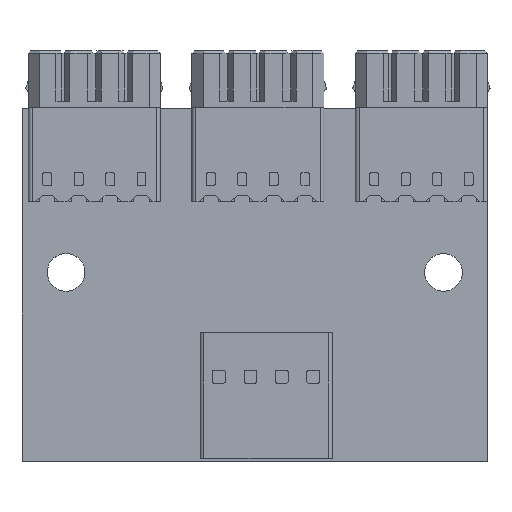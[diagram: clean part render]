
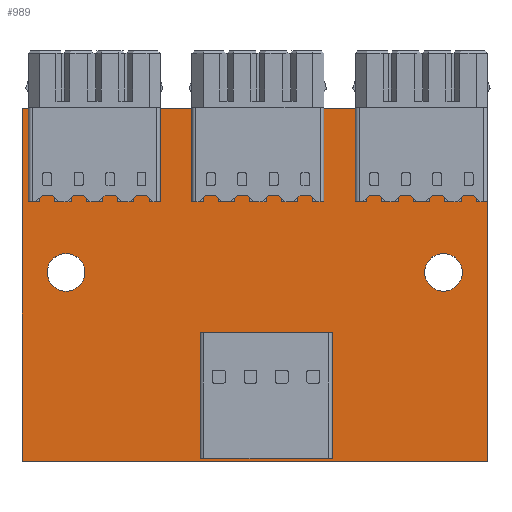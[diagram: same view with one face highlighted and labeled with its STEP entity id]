
A CAD part, top view. The second image highlights one B-rep face of the part: STEP entity #989.
In plain terms, the highlighted planar face has unit normal (0, 0, 1).
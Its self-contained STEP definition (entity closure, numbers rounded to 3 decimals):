
#68 = VERTEX_POINT('',#69);
#69 = CARTESIAN_POINT('',(0.,0.,0.411));
#75 = EDGE_CURVE('',#68,#76,#78,.T.);
#76 = VERTEX_POINT('',#77);
#77 = CARTESIAN_POINT('',(0.,28.,0.411));
#78 = LINE('',#79,#80);
#79 = CARTESIAN_POINT('',(0.,0.,0.411));
#80 = VECTOR('',#81,1.);
#81 = DIRECTION('',(0.,1.,0.));
#106 = EDGE_CURVE('',#76,#107,#109,.T.);
#107 = VERTEX_POINT('',#108);
#108 = CARTESIAN_POINT('',(37.,28.,0.411));
#109 = LINE('',#110,#111);
#110 = CARTESIAN_POINT('',(0.,28.,0.411));
#111 = VECTOR('',#112,1.);
#112 = DIRECTION('',(1.,0.,0.));
#137 = EDGE_CURVE('',#107,#138,#140,.T.);
#138 = VERTEX_POINT('',#139);
#139 = CARTESIAN_POINT('',(37.,0.,0.411));
#140 = LINE('',#141,#142);
#141 = CARTESIAN_POINT('',(37.,28.,0.411));
#142 = VECTOR('',#143,1.);
#143 = DIRECTION('',(0.,-1.,0.));
#168 = EDGE_CURVE('',#138,#68,#169,.T.);
#169 = LINE('',#170,#171);
#170 = CARTESIAN_POINT('',(37.,0.,0.411));
#171 = VECTOR('',#172,1.);
#172 = DIRECTION('',(-1.,0.,0.));
#192 = VERTEX_POINT('',#193);
#193 = CARTESIAN_POINT('',(17.1,3.,0.411));
#199 = EDGE_CURVE('',#192,#192,#200,.T.);
#200 = CIRCLE('',#201,0.6);
#201 = AXIS2_PLACEMENT_3D('',#202,#203,#204);
#202 = CARTESIAN_POINT('',(16.5,3.,0.411));
#203 = DIRECTION('',(0.,0.,1.));
#204 = DIRECTION('',(1.,0.,-0.));
#225 = VERTEX_POINT('',#226);
#226 = CARTESIAN_POINT('',(5.,15.,0.411));
#232 = EDGE_CURVE('',#225,#225,#233,.T.);
#233 = CIRCLE('',#234,1.5);
#234 = AXIS2_PLACEMENT_3D('',#235,#236,#237);
#235 = CARTESIAN_POINT('',(3.5,15.,0.411));
#236 = DIRECTION('',(0.,0.,1.));
#237 = DIRECTION('',(1.,0.,-0.));
#258 = VERTEX_POINT('',#259);
#259 = CARTESIAN_POINT('',(19.6,3.,0.411));
#265 = EDGE_CURVE('',#258,#258,#266,.T.);
#266 = CIRCLE('',#267,0.6);
#267 = AXIS2_PLACEMENT_3D('',#268,#269,#270);
#268 = CARTESIAN_POINT('',(19.,3.,0.411));
#269 = DIRECTION('',(0.,0.,1.));
#270 = DIRECTION('',(1.,0.,-0.));
#291 = VERTEX_POINT('',#292);
#292 = CARTESIAN_POINT('',(17.1,8.,0.411));
#298 = EDGE_CURVE('',#291,#291,#299,.T.);
#299 = CIRCLE('',#300,0.6);
#300 = AXIS2_PLACEMENT_3D('',#301,#302,#303);
#301 = CARTESIAN_POINT('',(16.5,8.,0.411));
#302 = DIRECTION('',(0.,0.,1.));
#303 = DIRECTION('',(1.,0.,-0.));
#324 = VERTEX_POINT('',#325);
#325 = CARTESIAN_POINT('',(19.6,8.,0.411));
#331 = EDGE_CURVE('',#324,#324,#332,.T.);
#332 = CIRCLE('',#333,0.6);
#333 = AXIS2_PLACEMENT_3D('',#334,#335,#336);
#334 = CARTESIAN_POINT('',(19.,8.,0.411));
#335 = DIRECTION('',(0.,0.,1.));
#336 = DIRECTION('',(1.,0.,-0.));
#357 = VERTEX_POINT('',#358);
#358 = CARTESIAN_POINT('',(7.5,22.5,0.411));
#364 = EDGE_CURVE('',#357,#357,#365,.T.);
#365 = CIRCLE('',#366,0.5);
#366 = AXIS2_PLACEMENT_3D('',#367,#368,#369);
#367 = CARTESIAN_POINT('',(7.,22.5,0.411));
#368 = DIRECTION('',(0.,0.,1.));
#369 = DIRECTION('',(1.,0.,-0.));
#390 = VERTEX_POINT('',#391);
#391 = CARTESIAN_POINT('',(2.5,22.5,0.411));
#397 = EDGE_CURVE('',#390,#390,#398,.T.);
#398 = CIRCLE('',#399,0.5);
#399 = AXIS2_PLACEMENT_3D('',#400,#401,#402);
#400 = CARTESIAN_POINT('',(2.,22.5,0.411));
#401 = DIRECTION('',(0.,0.,1.));
#402 = DIRECTION('',(1.,0.,-0.));
#423 = VERTEX_POINT('',#424);
#424 = CARTESIAN_POINT('',(5.,22.5,0.411));
#430 = EDGE_CURVE('',#423,#423,#431,.T.);
#431 = CIRCLE('',#432,0.5);
#432 = AXIS2_PLACEMENT_3D('',#433,#434,#435);
#433 = CARTESIAN_POINT('',(4.5,22.5,0.411));
#434 = DIRECTION('',(0.,0.,1.));
#435 = DIRECTION('',(1.,0.,-0.));
#456 = VERTEX_POINT('',#457);
#457 = CARTESIAN_POINT('',(18.,22.5,0.411));
#463 = EDGE_CURVE('',#456,#456,#464,.T.);
#464 = CIRCLE('',#465,0.5);
#465 = AXIS2_PLACEMENT_3D('',#466,#467,#468);
#466 = CARTESIAN_POINT('',(17.5,22.5,0.411));
#467 = DIRECTION('',(0.,0.,1.));
#468 = DIRECTION('',(1.,0.,-0.));
#489 = VERTEX_POINT('',#490);
#490 = CARTESIAN_POINT('',(10.,22.5,0.411));
#496 = EDGE_CURVE('',#489,#489,#497,.T.);
#497 = CIRCLE('',#498,0.5);
#498 = AXIS2_PLACEMENT_3D('',#499,#500,#501);
#499 = CARTESIAN_POINT('',(9.5,22.5,0.411));
#500 = DIRECTION('',(0.,0.,1.));
#501 = DIRECTION('',(1.,0.,-0.));
#522 = VERTEX_POINT('',#523);
#523 = CARTESIAN_POINT('',(15.5,22.5,0.411));
#529 = EDGE_CURVE('',#522,#522,#530,.T.);
#530 = CIRCLE('',#531,0.5);
#531 = AXIS2_PLACEMENT_3D('',#532,#533,#534);
#532 = CARTESIAN_POINT('',(15.,22.5,0.411));
#533 = DIRECTION('',(0.,0.,1.));
#534 = DIRECTION('',(1.,0.,-0.));
#555 = VERTEX_POINT('',#556);
#556 = CARTESIAN_POINT('',(22.1,3.,0.411));
#562 = EDGE_CURVE('',#555,#555,#563,.T.);
#563 = CIRCLE('',#564,0.6);
#564 = AXIS2_PLACEMENT_3D('',#565,#566,#567);
#565 = CARTESIAN_POINT('',(21.5,3.,0.411));
#566 = DIRECTION('',(0.,0.,1.));
#567 = DIRECTION('',(1.,0.,-0.));
#588 = VERTEX_POINT('',#589);
#589 = CARTESIAN_POINT('',(22.1,8.,0.411));
#595 = EDGE_CURVE('',#588,#588,#596,.T.);
#596 = CIRCLE('',#597,0.6);
#597 = AXIS2_PLACEMENT_3D('',#598,#599,#600);
#598 = CARTESIAN_POINT('',(21.5,8.,0.411));
#599 = DIRECTION('',(0.,0.,1.));
#600 = DIRECTION('',(1.,0.,-0.));
#621 = VERTEX_POINT('',#622);
#622 = CARTESIAN_POINT('',(24.6,3.,0.411));
#628 = EDGE_CURVE('',#621,#621,#629,.T.);
#629 = CIRCLE('',#630,0.6);
#630 = AXIS2_PLACEMENT_3D('',#631,#632,#633);
#631 = CARTESIAN_POINT('',(24.,3.,0.411));
#632 = DIRECTION('',(0.,0.,1.));
#633 = DIRECTION('',(1.,0.,-0.));
#654 = VERTEX_POINT('',#655);
#655 = CARTESIAN_POINT('',(24.6,8.,0.411));
#661 = EDGE_CURVE('',#654,#654,#662,.T.);
#662 = CIRCLE('',#663,0.6);
#663 = AXIS2_PLACEMENT_3D('',#664,#665,#666);
#664 = CARTESIAN_POINT('',(24.,8.,0.411));
#665 = DIRECTION('',(0.,0.,1.));
#666 = DIRECTION('',(1.,0.,-0.));
#687 = VERTEX_POINT('',#688);
#688 = CARTESIAN_POINT('',(35.,15.,0.411));
#694 = EDGE_CURVE('',#687,#687,#695,.T.);
#695 = CIRCLE('',#696,1.5);
#696 = AXIS2_PLACEMENT_3D('',#697,#698,#699);
#697 = CARTESIAN_POINT('',(33.5,15.,0.411));
#698 = DIRECTION('',(0.,0.,1.));
#699 = DIRECTION('',(1.,0.,-0.));
#720 = VERTEX_POINT('',#721);
#721 = CARTESIAN_POINT('',(28.5,22.5,0.411));
#727 = EDGE_CURVE('',#720,#720,#728,.T.);
#728 = CIRCLE('',#729,0.5);
#729 = AXIS2_PLACEMENT_3D('',#730,#731,#732);
#730 = CARTESIAN_POINT('',(28.,22.5,0.411));
#731 = DIRECTION('',(0.,0.,1.));
#732 = DIRECTION('',(1.,0.,-0.));
#753 = VERTEX_POINT('',#754);
#754 = CARTESIAN_POINT('',(20.5,22.5,0.411));
#760 = EDGE_CURVE('',#753,#753,#761,.T.);
#761 = CIRCLE('',#762,0.5);
#762 = AXIS2_PLACEMENT_3D('',#763,#764,#765);
#763 = CARTESIAN_POINT('',(20.,22.5,0.411));
#764 = DIRECTION('',(0.,0.,1.));
#765 = DIRECTION('',(1.,0.,-0.));
#786 = VERTEX_POINT('',#787);
#787 = CARTESIAN_POINT('',(23.,22.5,0.411));
#793 = EDGE_CURVE('',#786,#786,#794,.T.);
#794 = CIRCLE('',#795,0.5);
#795 = AXIS2_PLACEMENT_3D('',#796,#797,#798);
#796 = CARTESIAN_POINT('',(22.5,22.5,0.411));
#797 = DIRECTION('',(0.,0.,1.));
#798 = DIRECTION('',(1.,0.,-0.));
#819 = VERTEX_POINT('',#820);
#820 = CARTESIAN_POINT('',(36.,22.5,0.411));
#826 = EDGE_CURVE('',#819,#819,#827,.T.);
#827 = CIRCLE('',#828,0.5);
#828 = AXIS2_PLACEMENT_3D('',#829,#830,#831);
#829 = CARTESIAN_POINT('',(35.5,22.5,0.411));
#830 = DIRECTION('',(0.,0.,1.));
#831 = DIRECTION('',(1.,0.,-0.));
#852 = VERTEX_POINT('',#853);
#853 = CARTESIAN_POINT('',(31.,22.5,0.411));
#859 = EDGE_CURVE('',#852,#852,#860,.T.);
#860 = CIRCLE('',#861,0.5);
#861 = AXIS2_PLACEMENT_3D('',#862,#863,#864);
#862 = CARTESIAN_POINT('',(30.5,22.5,0.411));
#863 = DIRECTION('',(0.,0.,1.));
#864 = DIRECTION('',(1.,0.,-0.));
#885 = VERTEX_POINT('',#886);
#886 = CARTESIAN_POINT('',(33.5,22.5,0.411));
#892 = EDGE_CURVE('',#885,#885,#893,.T.);
#893 = CIRCLE('',#894,0.5);
#894 = AXIS2_PLACEMENT_3D('',#895,#896,#897);
#895 = CARTESIAN_POINT('',(33.,22.5,0.411));
#896 = DIRECTION('',(0.,0.,1.));
#897 = DIRECTION('',(1.,0.,-0.));
#989 = ADVANCED_FACE('',(#990,#996,#999,#1002,#1005,#1008,#1011,#1014,
    #1017,#1020,#1023,#1026,#1029,#1032,#1035,#1038,#1041,#1044,#1047,
    #1050,#1053,#1056,#1059),#1062,.F.);
#990 = FACE_BOUND('',#991,.F.);
#991 = EDGE_LOOP('',(#992,#993,#994,#995));
#992 = ORIENTED_EDGE('',*,*,#75,.T.);
#993 = ORIENTED_EDGE('',*,*,#106,.T.);
#994 = ORIENTED_EDGE('',*,*,#137,.T.);
#995 = ORIENTED_EDGE('',*,*,#168,.T.);
#996 = FACE_BOUND('',#997,.F.);
#997 = EDGE_LOOP('',(#998));
#998 = ORIENTED_EDGE('',*,*,#199,.T.);
#999 = FACE_BOUND('',#1000,.F.);
#1000 = EDGE_LOOP('',(#1001));
#1001 = ORIENTED_EDGE('',*,*,#232,.T.);
#1002 = FACE_BOUND('',#1003,.F.);
#1003 = EDGE_LOOP('',(#1004));
#1004 = ORIENTED_EDGE('',*,*,#265,.T.);
#1005 = FACE_BOUND('',#1006,.F.);
#1006 = EDGE_LOOP('',(#1007));
#1007 = ORIENTED_EDGE('',*,*,#298,.T.);
#1008 = FACE_BOUND('',#1009,.F.);
#1009 = EDGE_LOOP('',(#1010));
#1010 = ORIENTED_EDGE('',*,*,#331,.T.);
#1011 = FACE_BOUND('',#1012,.F.);
#1012 = EDGE_LOOP('',(#1013));
#1013 = ORIENTED_EDGE('',*,*,#364,.T.);
#1014 = FACE_BOUND('',#1015,.F.);
#1015 = EDGE_LOOP('',(#1016));
#1016 = ORIENTED_EDGE('',*,*,#397,.T.);
#1017 = FACE_BOUND('',#1018,.F.);
#1018 = EDGE_LOOP('',(#1019));
#1019 = ORIENTED_EDGE('',*,*,#430,.T.);
#1020 = FACE_BOUND('',#1021,.F.);
#1021 = EDGE_LOOP('',(#1022));
#1022 = ORIENTED_EDGE('',*,*,#463,.T.);
#1023 = FACE_BOUND('',#1024,.F.);
#1024 = EDGE_LOOP('',(#1025));
#1025 = ORIENTED_EDGE('',*,*,#496,.T.);
#1026 = FACE_BOUND('',#1027,.F.);
#1027 = EDGE_LOOP('',(#1028));
#1028 = ORIENTED_EDGE('',*,*,#529,.T.);
#1029 = FACE_BOUND('',#1030,.F.);
#1030 = EDGE_LOOP('',(#1031));
#1031 = ORIENTED_EDGE('',*,*,#562,.T.);
#1032 = FACE_BOUND('',#1033,.F.);
#1033 = EDGE_LOOP('',(#1034));
#1034 = ORIENTED_EDGE('',*,*,#595,.T.);
#1035 = FACE_BOUND('',#1036,.F.);
#1036 = EDGE_LOOP('',(#1037));
#1037 = ORIENTED_EDGE('',*,*,#628,.T.);
#1038 = FACE_BOUND('',#1039,.F.);
#1039 = EDGE_LOOP('',(#1040));
#1040 = ORIENTED_EDGE('',*,*,#661,.T.);
#1041 = FACE_BOUND('',#1042,.F.);
#1042 = EDGE_LOOP('',(#1043));
#1043 = ORIENTED_EDGE('',*,*,#694,.T.);
#1044 = FACE_BOUND('',#1045,.F.);
#1045 = EDGE_LOOP('',(#1046));
#1046 = ORIENTED_EDGE('',*,*,#727,.T.);
#1047 = FACE_BOUND('',#1048,.F.);
#1048 = EDGE_LOOP('',(#1049));
#1049 = ORIENTED_EDGE('',*,*,#760,.T.);
#1050 = FACE_BOUND('',#1051,.F.);
#1051 = EDGE_LOOP('',(#1052));
#1052 = ORIENTED_EDGE('',*,*,#793,.T.);
#1053 = FACE_BOUND('',#1054,.F.);
#1054 = EDGE_LOOP('',(#1055));
#1055 = ORIENTED_EDGE('',*,*,#826,.T.);
#1056 = FACE_BOUND('',#1057,.F.);
#1057 = EDGE_LOOP('',(#1058));
#1058 = ORIENTED_EDGE('',*,*,#859,.T.);
#1059 = FACE_BOUND('',#1060,.F.);
#1060 = EDGE_LOOP('',(#1061));
#1061 = ORIENTED_EDGE('',*,*,#892,.T.);
#1062 = PLANE('',#1063);
#1063 = AXIS2_PLACEMENT_3D('',#1064,#1065,#1066);
#1064 = CARTESIAN_POINT('',(18.5,14.,0.411));
#1065 = DIRECTION('',(-0.,-0.,-1.));
#1066 = DIRECTION('',(-1.,0.,0.));
